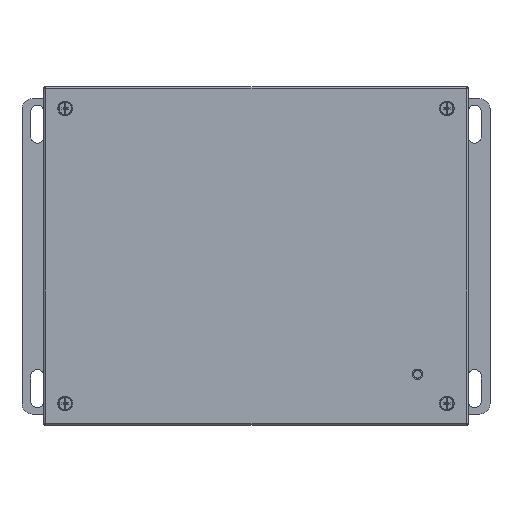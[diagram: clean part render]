
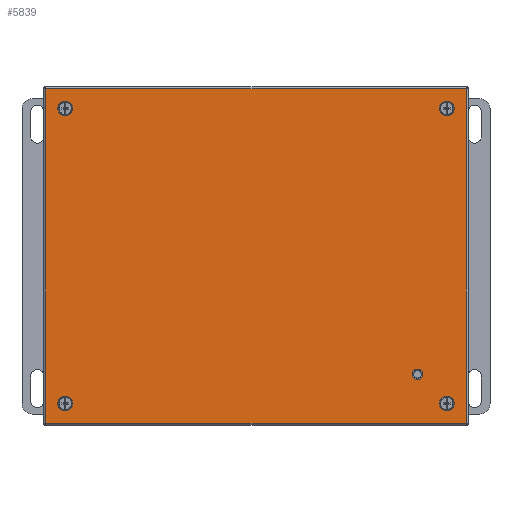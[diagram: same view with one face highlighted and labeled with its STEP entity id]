
A CAD part, top view. The second image highlights one B-rep face of the part: STEP entity #5839.
In plain terms, the highlighted planar face has unit normal (0, 0, 1).
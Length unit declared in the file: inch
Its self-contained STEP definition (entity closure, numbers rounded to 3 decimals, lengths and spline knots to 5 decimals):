
#20 = CIRCLE ( 'NONE', #4020, 0.133 ) ;
#220 = ORIENTED_EDGE ( 'NONE', *, *, #27051, .T. ) ;
#544 = CARTESIAN_POINT ( 'NONE',  ( -0.15605, 8.10642, 6.135 ) ) ;
#984 = DIRECTION ( 'NONE',  ( -1., 0., 0. ) ) ;
#1371 = DIRECTION ( 'NONE',  ( -1., 0., 0. ) ) ;
#1390 = DIRECTION ( 'NONE',  ( -1., 0., 0. ) ) ;
#1419 = EDGE_LOOP ( 'NONE', ( #11821 ) ) ;
#2391 = CARTESIAN_POINT ( 'NONE',  ( 10.23145, -0.10608, 6.135 ) ) ;
#2511 = DIRECTION ( 'NONE',  ( 1., 0., 0. ) ) ;
#2552 = PLANE ( 'NONE',  #16747 ) ;
#3113 = VERTEX_POINT ( 'NONE', #2391 ) ;
#4020 = AXIS2_PLACEMENT_3D ( 'NONE', #33483, #27102, #17883 ) ;
#5839 = ADVANCED_FACE ( 'NONE', ( #11855, #24423, #37021, #8767, #33896, #18292 ), #2552, .F. ) ;
#6040 = CARTESIAN_POINT ( 'NONE',  ( 10.23145, 8.10642, 6.135 ) ) ;
#6234 = VERTEX_POINT ( 'NONE', #14290 ) ;
#6451 = EDGE_CURVE ( 'NONE', #39223, #6234, #16320, .T. ) ;
#6775 = EDGE_CURVE ( 'NONE', #6234, #30245, #30950, .T. ) ;
#8300 = EDGE_LOOP ( 'NONE', ( #16909 ) ) ;
#8309 = VERTEX_POINT ( 'NONE', #34242 ) ;
#8767 = FACE_BOUND ( 'NONE', #15086, .T. ) ;
#9859 = EDGE_CURVE ( 'NONE', #16614, #16614, #16215, .T. ) ;
#10989 = ORIENTED_EDGE ( 'NONE', *, *, #11625, .T. ) ;
#11109 = EDGE_CURVE ( 'NONE', #30245, #3113, #40444, .T. ) ;
#11625 = EDGE_CURVE ( 'NONE', #3113, #39223, #39807, .T. ) ;
#11821 = ORIENTED_EDGE ( 'NONE', *, *, #22109, .T. ) ;
#11855 = FACE_BOUND ( 'NONE', #34402, .T. ) ;
#12239 = CARTESIAN_POINT ( 'NONE',  ( 10.28125, -0.10608, 6.135 ) ) ;
#12531 = EDGE_LOOP ( 'NONE', ( #39217, #26655, #10989, #35677 ) ) ;
#12598 = AXIS2_PLACEMENT_3D ( 'NONE', #22883, #19416, #984 ) ;
#13208 = DIRECTION ( 'NONE',  ( -1., 0., 0. ) ) ;
#14290 = CARTESIAN_POINT ( 'NONE',  ( -0.10605, 8.10642, 6.135 ) ) ;
#15086 = EDGE_LOOP ( 'NONE', ( #40181 ) ) ;
#16215 = CIRCLE ( 'NONE', #39201, 0.133 ) ;
#16320 = LINE ( 'NONE', #544, #38526 ) ;
#16614 = VERTEX_POINT ( 'NONE', #22367 ) ;
#16747 = AXIS2_PLACEMENT_3D ( 'NONE', #18901, #37215, #31816 ) ;
#16909 = ORIENTED_EDGE ( 'NONE', *, *, #40839, .T. ) ;
#16920 = DIRECTION ( 'NONE',  ( 0., 0., -1. ) ) ;
#17883 = DIRECTION ( 'NONE',  ( -1., 0., 0. ) ) ;
#18081 = DIRECTION ( 'NONE',  ( 0., 0., -1. ) ) ;
#18292 = FACE_OUTER_BOUND ( 'NONE', #12531, .T. ) ;
#18585 = ORIENTED_EDGE ( 'NONE', *, *, #37515, .T. ) ;
#18901 = CARTESIAN_POINT ( 'NONE',  ( 10.28125, 8.05252, 6.135 ) ) ;
#19249 = CARTESIAN_POINT ( 'NONE',  ( 0.2422, 0.37517, 6.135 ) ) ;
#19416 = DIRECTION ( 'NONE',  ( 0., 0., -1. ) ) ;
#21046 = CARTESIAN_POINT ( 'NONE',  ( 10.23145, 8.05252, 6.135 ) ) ;
#21427 = AXIS2_PLACEMENT_3D ( 'NONE', #24628, #18081, #21552 ) ;
#21552 = DIRECTION ( 'NONE',  ( -1., 0., 0. ) ) ;
#22109 = EDGE_CURVE ( 'NONE', #8309, #8309, #28857, .T. ) ;
#22367 = CARTESIAN_POINT ( 'NONE',  ( 0.2422, 7.62517, 6.135 ) ) ;
#22777 = VECTOR ( 'NONE', #31563, 39.37008 ) ;
#22883 = CARTESIAN_POINT ( 'NONE',  ( 9.7502, 7.62517, 6.135 ) ) ;
#24256 = AXIS2_PLACEMENT_3D ( 'NONE', #26765, #36687, #1390 ) ;
#24423 = FACE_BOUND ( 'NONE', #1419, .T. ) ;
#24542 = DIRECTION ( 'NONE',  ( 0., 1., 0. ) ) ;
#24628 = CARTESIAN_POINT ( 'NONE',  ( 9.03145, 1.09392, 6.135 ) ) ;
#26539 = CARTESIAN_POINT ( 'NONE',  ( -0.10605, -0.10608, 6.135 ) ) ;
#26655 = ORIENTED_EDGE ( 'NONE', *, *, #11109, .T. ) ;
#26765 = CARTESIAN_POINT ( 'NONE',  ( 9.7502, 0.37517, 6.135 ) ) ;
#27051 = EDGE_CURVE ( 'NONE', #34867, #34867, #20, .T. ) ;
#27102 = DIRECTION ( 'NONE',  ( 0., 0., -1. ) ) ;
#27408 = CARTESIAN_POINT ( 'NONE',  ( 8.9349, 1.09392, 6.135 ) ) ;
#28857 = CIRCLE ( 'NONE', #24256, 0.133 ) ;
#30245 = VERTEX_POINT ( 'NONE', #26539 ) ;
#30564 = CIRCLE ( 'NONE', #21427, 0.09655 ) ;
#30950 = LINE ( 'NONE', #34253, #22777 ) ;
#31563 = DIRECTION ( 'NONE',  ( 0., -1., 0. ) ) ;
#31816 = DIRECTION ( 'NONE',  ( -1., 0., 0. ) ) ;
#33478 = EDGE_LOOP ( 'NONE', ( #220 ) ) ;
#33483 = CARTESIAN_POINT ( 'NONE',  ( 0.3752, 0.37517, 6.135 ) ) ;
#33585 = VERTEX_POINT ( 'NONE', #27408 ) ;
#33625 = VECTOR ( 'NONE', #24542, 39.37008 ) ;
#33896 = FACE_BOUND ( 'NONE', #33478, .T. ) ;
#34242 = CARTESIAN_POINT ( 'NONE',  ( 9.6172, 0.37517, 6.135 ) ) ;
#34253 = CARTESIAN_POINT ( 'NONE',  ( -0.10605, -0.15608, 6.135 ) ) ;
#34402 = EDGE_LOOP ( 'NONE', ( #18585 ) ) ;
#34867 = VERTEX_POINT ( 'NONE', #19249 ) ;
#35475 = VERTEX_POINT ( 'NONE', #38554 ) ;
#35677 = ORIENTED_EDGE ( 'NONE', *, *, #6451, .T. ) ;
#36041 = CARTESIAN_POINT ( 'NONE',  ( 0.3752, 7.62517, 6.135 ) ) ;
#36279 = CIRCLE ( 'NONE', #12598, 0.133 ) ;
#36687 = DIRECTION ( 'NONE',  ( 0., 0., -1. ) ) ;
#37021 = FACE_BOUND ( 'NONE', #8300, .T. ) ;
#37215 = DIRECTION ( 'NONE',  ( 0., 0., -1. ) ) ;
#37515 = EDGE_CURVE ( 'NONE', #35475, #35475, #36279, .T. ) ;
#38526 = VECTOR ( 'NONE', #13208, 39.37008 ) ;
#38554 = CARTESIAN_POINT ( 'NONE',  ( 9.6172, 7.62517, 6.135 ) ) ;
#39201 = AXIS2_PLACEMENT_3D ( 'NONE', #36041, #16920, #1371 ) ;
#39217 = ORIENTED_EDGE ( 'NONE', *, *, #6775, .T. ) ;
#39223 = VERTEX_POINT ( 'NONE', #6040 ) ;
#39807 = LINE ( 'NONE', #21046, #33625 ) ;
#40181 = ORIENTED_EDGE ( 'NONE', *, *, #9859, .T. ) ;
#40444 = LINE ( 'NONE', #12239, #40789 ) ;
#40789 = VECTOR ( 'NONE', #2511, 39.37008 ) ;
#40839 = EDGE_CURVE ( 'NONE', #33585, #33585, #30564, .T. ) ;
